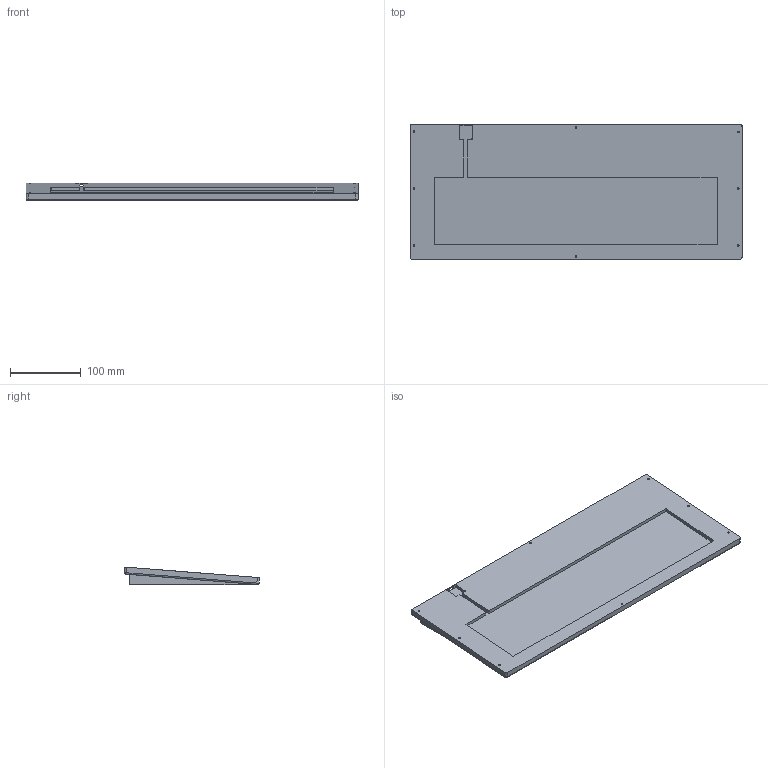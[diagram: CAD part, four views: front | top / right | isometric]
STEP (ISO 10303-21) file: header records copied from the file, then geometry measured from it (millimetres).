
FILE_DESCRIPTION(/* description */ (''),/* implementation_level */ '2;1');
FILE_NAME(/* name */ 'bottom_case.step',/* time_stamp */ '2025-04-24T16:13:55+02:00',/* author */ (''),/* organization */ (''),/* preprocessor_version */ 'ST-DEVELOPER v20.1',/* originating_system */ 'Autodesk Translation Framework v14.4.0.0',/* authorisation */ '');
FILE_SCHEMA (('AUTOMOTIVE_DESIGN { 1 0 10303 214 3 1 1 }'));
Length unit declared in the file: millimetre
Products named in the file (1): Keyboard case
Bounding box: 470 x 190.99 x 25.32 mm (x, y, z)
Volume: 1318151.3 mm3; surface area: 207515.3 mm2
Topology: 1 solids, 1 shells, 81 faces, 212 edges, 138 vertices
Faces by surface type: cylinder 40, plane 35, sphere 2, bspline 2, cone 2
Full cylindrical faces by diameter (mm): 2.5 x8, 5.4 x8
Entity records: 2679 total; most frequent: CARTESIAN_POINT 544, DIRECTION 450, ORIENTED_EDGE 424, EDGE_CURVE 212, AXIS2_PLACEMENT_3D 166, VERTEX_POINT 138, LINE 118, VECTOR 118
